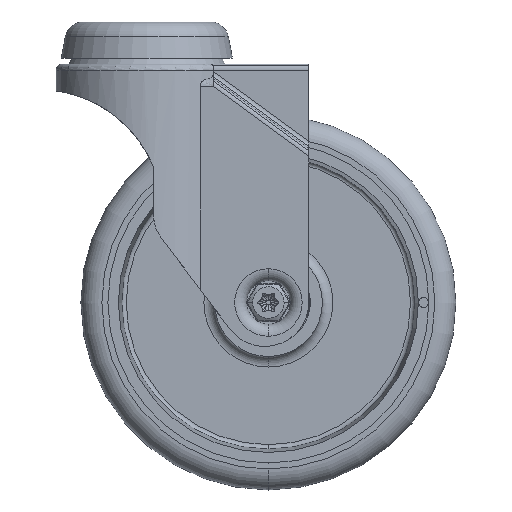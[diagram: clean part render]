
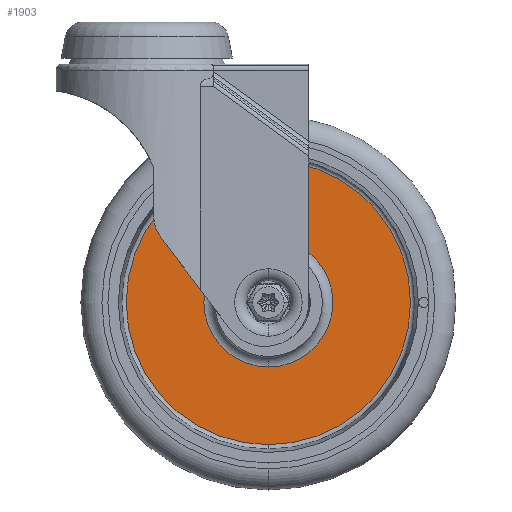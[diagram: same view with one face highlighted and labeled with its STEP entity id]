
A CAD part, front view. The second image highlights one B-rep face of the part: STEP entity #1903.
In plain terms, the highlighted planar face has unit normal (0, -1, 0).
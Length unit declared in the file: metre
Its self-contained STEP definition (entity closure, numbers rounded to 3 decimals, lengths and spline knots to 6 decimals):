
#1903=ADVANCED_FACE('',(#2616,#2617),#2618,.T.);
#2616=FACE_OUTER_BOUND('',#3614,.T.);
#2617=FACE_BOUND('',#3615,.T.);
#2618=PLANE('',#3616);
#3614=EDGE_LOOP('',(#9206,#9207));
#3615=EDGE_LOOP('',(#9208,#9209));
#3616=AXIS2_PLACEMENT_3D('',#9210,#9211,#9212);
#9206=ORIENTED_EDGE('',*,*,#11545,.F.);
#9207=ORIENTED_EDGE('',*,*,#11489,.F.);
#9208=ORIENTED_EDGE('',*,*,#11544,.T.);
#9209=ORIENTED_EDGE('',*,*,#11494,.T.);
#9210=CARTESIAN_POINT('',(0.0,-0.0025,0.034441));
#9211=DIRECTION('',(0.0,-1.0,0.));
#9212=DIRECTION('',(0.0,0.,-1.0));
#11489=EDGE_CURVE('',#12664,#12666,#12667,.T.);
#11494=EDGE_CURVE('',#12670,#12674,#12676,.T.);
#11544=EDGE_CURVE('',#12674,#12670,#12756,.T.);
#11545=EDGE_CURVE('',#12666,#12664,#12757,.T.);
#12664=VERTEX_POINT('',#15360);
#12666=VERTEX_POINT('',#15362);
#12667=CIRCLE('',#15363,0.047382);
#12670=VERTEX_POINT('',#15366);
#12674=VERTEX_POINT('',#15370);
#12676=CIRCLE('',#15372,0.0215);
#12756=CIRCLE('',#15466,0.0215);
#12757=CIRCLE('',#15467,0.047382);
#15360=CARTESIAN_POINT('',(0.,-0.0025,-0.047382));
#15362=CARTESIAN_POINT('',(0.0,-0.0025,0.047382));
#15363=AXIS2_PLACEMENT_3D('',#19417,#19418,#19419);
#15366=CARTESIAN_POINT('',(0.,-0.0025,-0.0215));
#15370=CARTESIAN_POINT('',(0.0,-0.0025,0.0215));
#15372=AXIS2_PLACEMENT_3D('',#19432,#19433,#19434);
#15466=AXIS2_PLACEMENT_3D('',#19554,#19555,#19556);
#15467=AXIS2_PLACEMENT_3D('',#19557,#19558,#19559);
#19417=CARTESIAN_POINT('',(0.0,-0.0025,0.0));
#19418=DIRECTION('',(0.0,1.0,0.0));
#19419=DIRECTION('',(0.0,0.0,1.0));
#19432=CARTESIAN_POINT('',(0.0,-0.0025,0.0));
#19433=DIRECTION('',(0.0,1.0,0.0));
#19434=DIRECTION('',(0.0,0.0,1.0));
#19554=CARTESIAN_POINT('',(0.0,-0.0025,0.0));
#19555=DIRECTION('',(0.0,1.0,0.0));
#19556=DIRECTION('',(0.0,0.0,1.0));
#19557=CARTESIAN_POINT('',(0.0,-0.0025,0.0));
#19558=DIRECTION('',(0.0,1.0,0.0));
#19559=DIRECTION('',(0.0,0.0,1.0));
